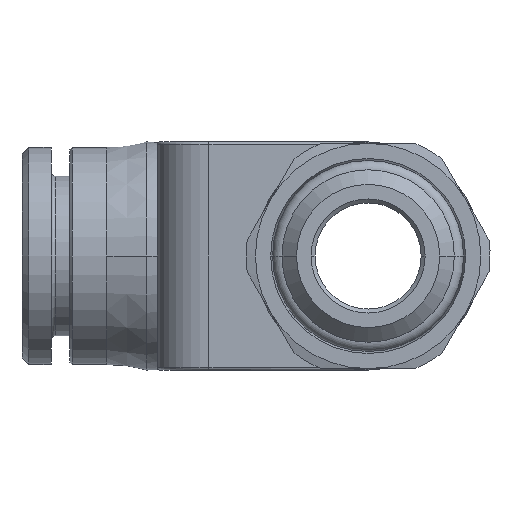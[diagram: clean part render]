
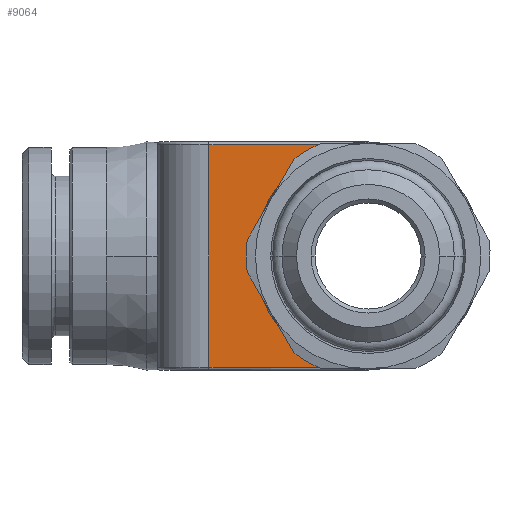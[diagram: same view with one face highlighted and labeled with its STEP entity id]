
A CAD part, front view. The second image highlights one B-rep face of the part: STEP entity #9064.
In plain terms, the highlighted planar face has unit normal (0, -1, 0).
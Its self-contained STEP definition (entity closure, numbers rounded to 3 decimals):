
#3511=DIRECTION('',(-1.,0.,0.));
#3512=VECTOR('',#3511,10.156);
#3513=CARTESIAN_POINT('',(-1.844,-15.9,-8.4));
#3514=LINE('',#3513,#3512);
#3515=DIRECTION('',(0.,0.,-1.));
#3516=VECTOR('',#3515,16.8);
#3517=CARTESIAN_POINT('',(-12.,-15.9,8.4));
#3518=LINE('',#3517,#3516);
#3519=DIRECTION('',(1.,0.,0.));
#3520=VECTOR('',#3519,10.156);
#3521=CARTESIAN_POINT('',(-12.,-15.9,8.4));
#3522=LINE('',#3521,#3520);
#3523=CARTESIAN_POINT('',(0.,-15.9,0.));
#3524=DIRECTION('',(0.,1.,0.));
#3525=DIRECTION('',(-1.,0.,0.));
#3526=AXIS2_PLACEMENT_3D('',#3523,#3524,#3525);
#3528=CARTESIAN_POINT('',(0.,-15.9,0.));
#3529=DIRECTION('',(0.,1.,0.));
#3530=DIRECTION('',(-0.214,0.,-0.977));
#3531=AXIS2_PLACEMENT_3D('',#3528,#3529,#3530);
#4144=CARTESIAN_POINT('',(-12.,-15.9,-8.4));
#4145=VERTEX_POINT('',#4144);
#4148=CARTESIAN_POINT('',(-1.844,-15.9,-8.4));
#4149=VERTEX_POINT('',#4148);
#4194=CARTESIAN_POINT('',(-8.6,-15.9,0.));
#4195=VERTEX_POINT('',#4194);
#4196=CARTESIAN_POINT('',(-12.,-15.9,8.4));
#4197=VERTEX_POINT('',#4196);
#4200=CARTESIAN_POINT('',(-1.844,-15.9,8.4));
#4201=VERTEX_POINT('',#4200);
#9050=CARTESIAN_POINT('',(0.,-15.9,8.6));
#9051=DIRECTION('',(0.,-1.,0.));
#9052=DIRECTION('',(-1.,0.,0.));
#9053=AXIS2_PLACEMENT_3D('',#9050,#9051,#9052);
#9054=PLANE('',#9053);
#9056=ORIENTED_EDGE('',*,*,#9055,.T.);
#9057=ORIENTED_EDGE('',*,*,#5739,.F.);
#9059=ORIENTED_EDGE('',*,*,#9058,.T.);
#9060=ORIENTED_EDGE('',*,*,#7713,.F.);
#9061=ORIENTED_EDGE('',*,*,#7465,.F.);
#9062=EDGE_LOOP('',(#9056,#9057,#9059,#9060,#9061));
#9063=FACE_OUTER_BOUND('',#9062,.F.);
#9064=ADVANCED_FACE('',(#9063),#9054,.T.);
#3527=CIRCLE('',#3526,8.6);
#3532=CIRCLE('',#3531,8.6);
#5739=EDGE_CURVE('',#4197,#4145,#3518,.T.);
#7465=EDGE_CURVE('',#4149,#4195,#3532,.T.);
#7713=EDGE_CURVE('',#4195,#4201,#3527,.T.);
#9055=EDGE_CURVE('',#4149,#4145,#3514,.T.);
#9058=EDGE_CURVE('',#4197,#4201,#3522,.T.);
